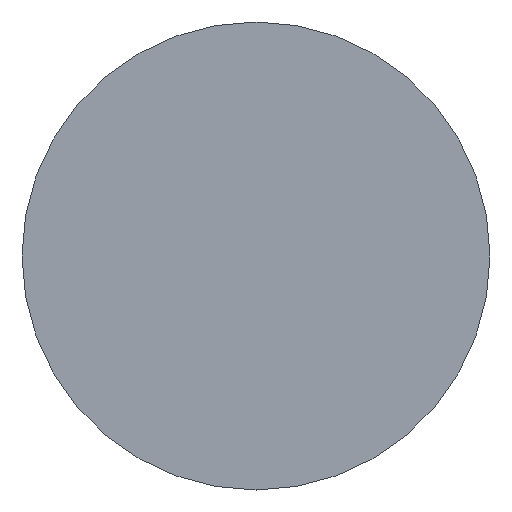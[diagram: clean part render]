
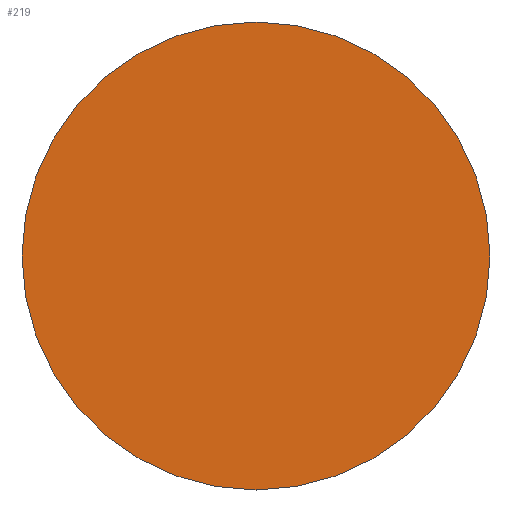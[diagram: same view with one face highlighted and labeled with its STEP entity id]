
A CAD part, front view. The second image highlights one B-rep face of the part: STEP entity #219.
In plain terms, the highlighted planar face has unit normal (0, -1, 0).
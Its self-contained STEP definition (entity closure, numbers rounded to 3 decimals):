
#1 = AXIS2_PLACEMENT_3D ( 'NONE', #229, #111, #200 ) ;
#10 = DIRECTION ( 'NONE',  ( -1., 0., 0. ) ) ;
#22 = CIRCLE ( 'NONE', #113, 9. ) ;
#28 = DIRECTION ( 'NONE',  ( 0., 1., 0. ) ) ;
#33 = VERTEX_POINT ( 'NONE', #106 ) ;
#34 = ORIENTED_EDGE ( 'NONE', *, *, #134, .F. ) ;
#40 = DIRECTION ( 'NONE',  ( 0., 1., 0. ) ) ;
#42 = CARTESIAN_POINT ( 'NONE',  ( -9., 0., 0. ) ) ;
#52 = EDGE_LOOP ( 'NONE', ( #82, #34 ) ) ;
#63 = FACE_OUTER_BOUND ( 'NONE', #52, .T. ) ;
#65 = DIRECTION ( 'NONE',  ( -1., 0., 0. ) ) ;
#76 = AXIS2_PLACEMENT_3D ( 'NONE', #227, #28, #65 ) ;
#81 = PLANE ( 'NONE',  #1 ) ;
#82 = ORIENTED_EDGE ( 'NONE', *, *, #120, .F. ) ;
#83 = VERTEX_POINT ( 'NONE', #42 ) ;
#106 = CARTESIAN_POINT ( 'NONE',  ( 9., 0., 0. ) ) ;
#111 = DIRECTION ( 'NONE',  ( 0., -1., 0. ) ) ;
#113 = AXIS2_PLACEMENT_3D ( 'NONE', #143, #40, #10 ) ;
#120 = EDGE_CURVE ( 'NONE', #83, #33, #22, .T. ) ;
#134 = EDGE_CURVE ( 'NONE', #33, #83, #158, .T. ) ;
#143 = CARTESIAN_POINT ( 'NONE',  ( 0., 0., 0. ) ) ;
#158 = CIRCLE ( 'NONE', #76, 9. ) ;
#200 = DIRECTION ( 'NONE',  ( 1., 0., 0. ) ) ;
#219 = ADVANCED_FACE ( 'NONE', ( #63 ), #81, .T. ) ;
#227 = CARTESIAN_POINT ( 'NONE',  ( 0., 0., 0. ) ) ;
#229 = CARTESIAN_POINT ( 'NONE',  ( 0., 0., 0. ) ) ;
